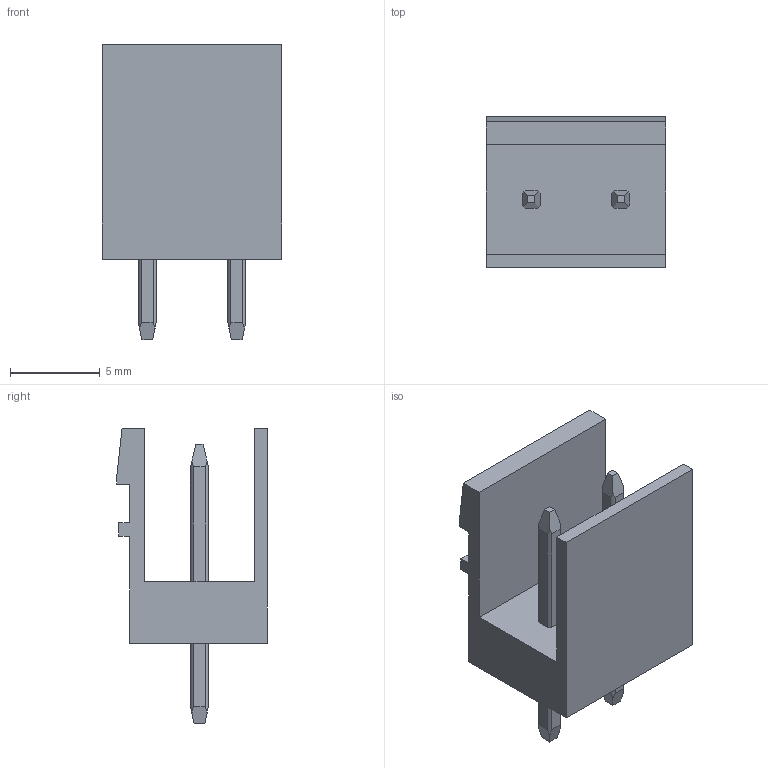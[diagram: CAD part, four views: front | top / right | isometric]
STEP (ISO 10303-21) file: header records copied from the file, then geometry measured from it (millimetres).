
FILE_DESCRIPTION(('CATIA V5 STEP Exchange','CAx-IF Rec.Pracs.--- Model Styling and Organization---1.4--- 2014-01-23'),'2;1');
FILE_NAME ('D1487389_0_1626390000_1626390000.stp','2021-05-17T11:49:50+00:00',('none'),('Weidmueller'),'CATIA Version 5-6 Release 2016 SP3 HF44','CATIA V5 STEP AP214','none');
FILE_SCHEMA(('AUTOMOTIVE_DESIGN { 1 0 10303 214 1 1 1 1 }'));
Length unit declared in the file: millimetre
Products named in the file (1): 1626390000
Bounding box: 10 x 8.43 x 16.5 mm (x, y, z)
Volume: 442.7 mm3; surface area: 804.6 mm2
Topology: 3 solids, 3 shells, 71 faces, 207 edges, 142 vertices
Faces by surface type: plane 53, cylinder 18
Entity records: 2467 total; most frequent: CARTESIAN_POINT 548, ORIENTED_EDGE 414, DIRECTION 301, EDGE_CURVE 207, VECTOR 155, LINE 155, VERTEX_POINT 142, AXIS2_PLACEMENT_3D 83
